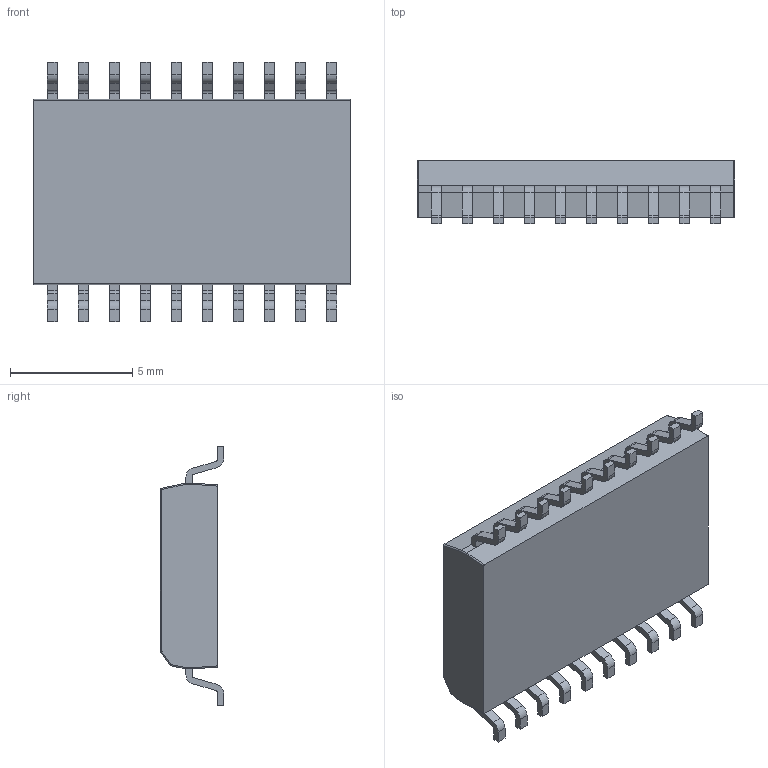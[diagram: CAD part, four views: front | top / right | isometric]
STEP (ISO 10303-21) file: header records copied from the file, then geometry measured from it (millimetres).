
FILE_DESCRIPTION (( 'STEP AP214' ), '1' );
FILE_NAME ('User Library-SOIC-20-300.STEP', '2020-06-17T15:26:53', ( '' ), ( '' ), 'SwSTEP 2.0', 'SolidWorks 2019', '' );
FILE_SCHEMA (( 'AUTOMOTIVE_DESIGN' ));
Length unit declared in the file: millimetre
Products named in the file (3): User Library-SOIC-20-300; pin_SOIC_SO-300_1; SOIC_300_SOIC_13X7.6_1
Assembly tree (21 placements, depth 2):
  User Library-SOIC-20-300
    pin_SOIC_SO-300_1  x20
    SOIC_300_SOIC_13X7.6_1
Bounding box: 13 x 2.6 x 10.6 mm (x, y, z)
Volume: 231.6 mm3; surface area: 349.7 mm2
Topology: 21 solids, 21 shells, 312 faces, 791 edges, 522 vertices
Faces by surface type: plane 212, cylinder 98, bspline 2
Entity records: 2117 total; most frequent: CARTESIAN_POINT 381, DIRECTION 237, ORIENTED_EDGE 214, EDGE_CURVE 107, AXIS2_PLACEMENT_3D 82, LINE 73, VECTOR 73, VERTEX_POINT 66
